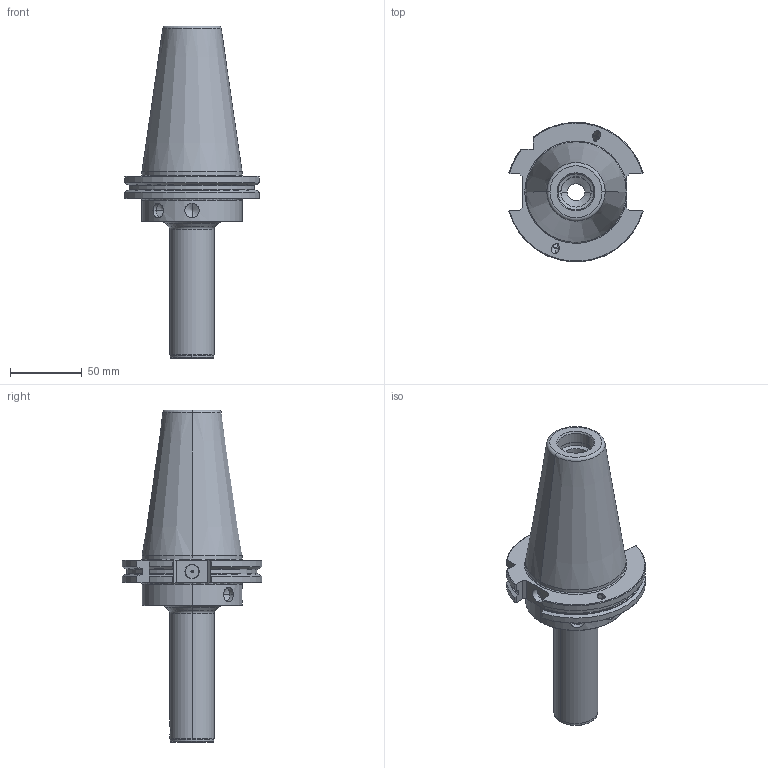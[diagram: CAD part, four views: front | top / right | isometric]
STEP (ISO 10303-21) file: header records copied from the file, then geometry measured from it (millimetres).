
FILE_DESCRIPTION(('no description'),'unknown implementation level');
FILE_NAME('DD6A1DDC-48D0-49D2-A57F-B9C07525C348_export.stp',' ',('CIMSOURCE GmbH'),('CADClick - KiM GmbH - www.kimweb.de'),'unknown preprocess','ACIS','unknown authorization');
FILE_SCHEMA(('automotive_design'));
Length unit declared in the file: millimetre
Products named in the file (2): 325.933 Kaiser SK50 VBD X CK3 X 130|690.433 Kaiser ETL M6 X 8,5 CK3_Standard;NONE; 325.933 Kaiser SK50 VBD X CK3 X 130|325.933 Kaiser SK50 VBD X CK3 X 130_Standard;NONE
Bounding box: 93.59 x 97.27 x 231.6 mm (x, y, z)
Volume: 435267 mm3; surface area: 62524.8 mm2
Topology: 2 solids, 2 shells, 208 faces, 511 edges, 313 vertices
Faces by surface type: cylinder 65, plane 64, cone 58, torus 18, bspline 3
Entity records: 12783 total; most frequent: CARTESIAN_POINT 2126, DIRECTION 1055, STYLED_ITEM 1026, PRESENTATION_STYLE_ASSIGNMENT 1026, COLOUR_RGB 1026, ORIENTED_EDGE 1006, EDGE_CURVE 503, CURVE_STYLE 503
